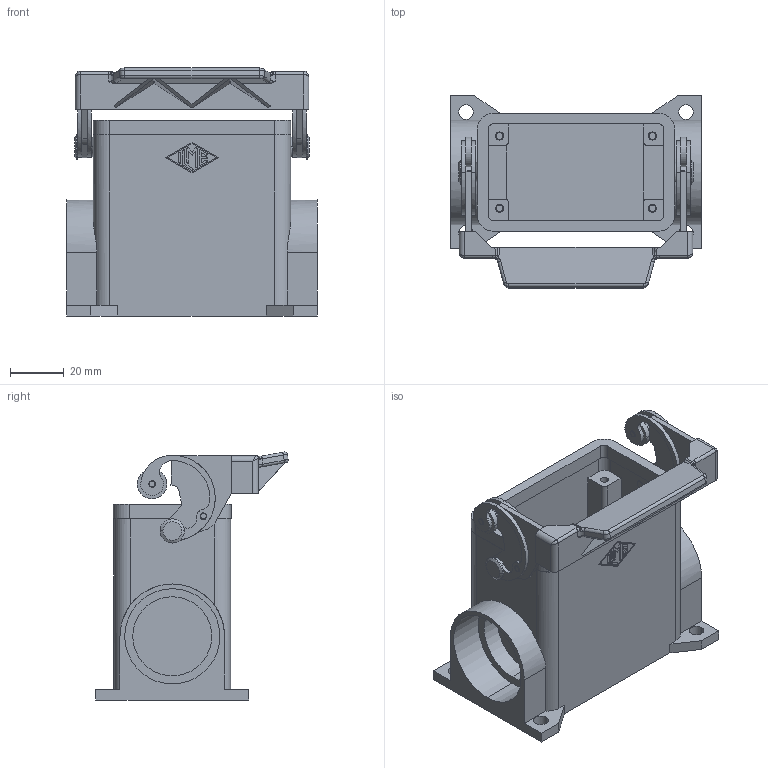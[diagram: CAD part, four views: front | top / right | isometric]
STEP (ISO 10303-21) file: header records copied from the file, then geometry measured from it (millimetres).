
FILE_DESCRIPTION(('Creo Elements/Direct Modeling STEP Export'),'2;1');
FILE_NAME('CAPT_10_6_L.stp','2012-12-19T15:02:02',(''),(''),'Creo Elements/Direct Modeling STEP processor for AP214 (Solid Model)','Creo Elements/Direct Modeling 18.0B 02-Dec-2011 (C) Parametric Technology GmbH','');
FILE_SCHEMA(('AUTOMOTIVE_DESIGN { 1 0 10303 214 1 1 1 1 }'));
Length unit declared in the file: millimetre
Products named in the file (6): p1; p2; p3; p4; CAP_10_L29; CAP_10_L29.stp
Assembly tree (5 placements, depth 3):
  CAP_10_L29.stp
    CAP_10_L29
      p4
      p3
      p2
      p1
Bounding box: 93.5 x 71.7 x 92.42 mm (x, y, z)
Volume: 102539 mm3; surface area: 54755.7 mm2
Topology: 4 solids, 4 shells, 405 faces, 1056 edges, 684 vertices
Faces by surface type: plane 205, cylinder 152, torus 18, bspline 16, cone 10, sphere 4
Entity records: 15008 total; most frequent: CARTESIAN_POINT 4921, ORIENTED_EDGE 2100, DIRECTION 2074, EDGE_CURVE 1050, AXIS2_PLACEMENT_3D 740, VERTEX_POINT 684, VECTOR 594, LINE 594
